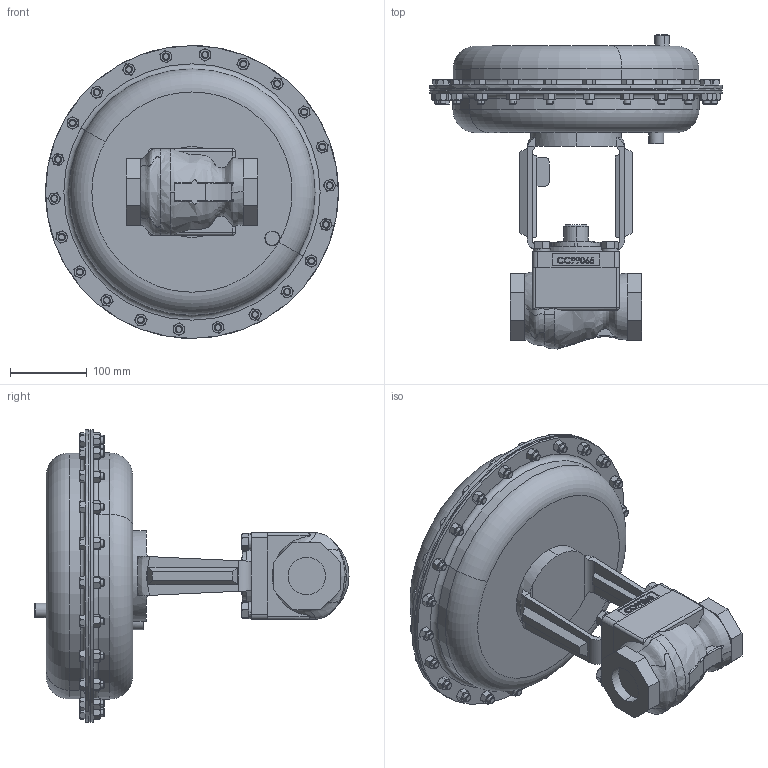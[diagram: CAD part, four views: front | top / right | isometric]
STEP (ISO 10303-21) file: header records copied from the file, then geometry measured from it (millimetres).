
FILE_DESCRIPTION (( 'STEP AP203' ), '1' );
FILE_NAME ('78SP-150-BR+CS+S6-SW-85M-16IQ.step', '2017-09-25T17:12:57', ( '' ), ( '' ), 'SwSTEP 2.0', 'SolidWorks 2014', '' );
FILE_SCHEMA (( 'CONFIG_CONTROL_DESIGN' ));
Products named in the file (1): 78SP-150-BR+CS+S6-SW-85M-16IQ
Bounding box: 381 x 408.64 x 381 mm (x, y, z)
Volume: 11244501.2 mm3; surface area: 528318.4 mm2
Topology: 1 solids, 1 shells, 1317 faces, 3133 edges, 1918 vertices
Faces by surface type: plane 566, cone 472, cylinder 161, bspline 104, torus 14
Entity records: 52513 total; most frequent: CARTESIAN_POINT 24136, ORIENTED_EDGE 6266, DIRECTION 5135, EDGE_CURVE 3133, AXIS2_PLACEMENT_3D 1974, VERTEX_POINT 1918, EDGE_LOOP 1471, FACE_OUTER_BOUND 1317
